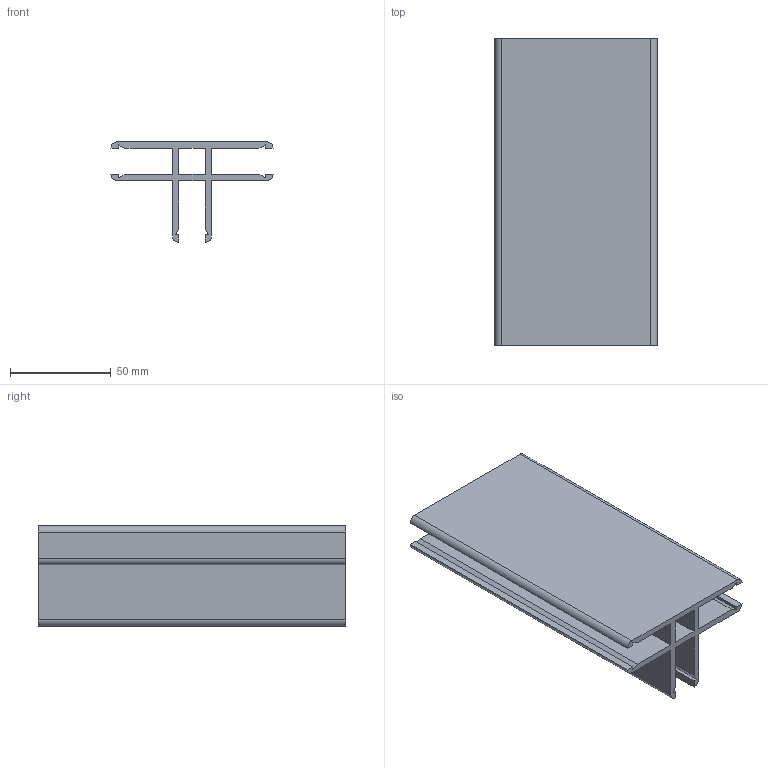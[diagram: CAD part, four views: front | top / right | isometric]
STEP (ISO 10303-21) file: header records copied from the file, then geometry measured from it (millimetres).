
FILE_DESCRIPTION((''),'2;1');
FILE_NAME('SG1393.STP', '2021-02-25T21:21:24',(''), (''), 'KCM Version 2.0.6974.6974', 'KeyCreator Pro', '');
FILE_SCHEMA(('AUTOMOTIVE_DESIGN'));
Length unit declared in the file: inch
Bounding box: 80.31 x 152.4 x 49.86 mm (x, y, z)
Volume: 115560.4 mm3; surface area: 77538.7 mm2
Topology: 1 solids, 1 shells, 44 faces, 126 edges, 84 vertices
Faces by surface type: plane 38, cylinder 6
Entity records: 1451 total; most frequent: CARTESIAN_POINT 255, ORIENTED_EDGE 252, DIRECTION 228, EDGE_CURVE 126, VECTOR 114, LINE 114, VERTEX_POINT 84, AXIS2_PLACEMENT_3D 57
